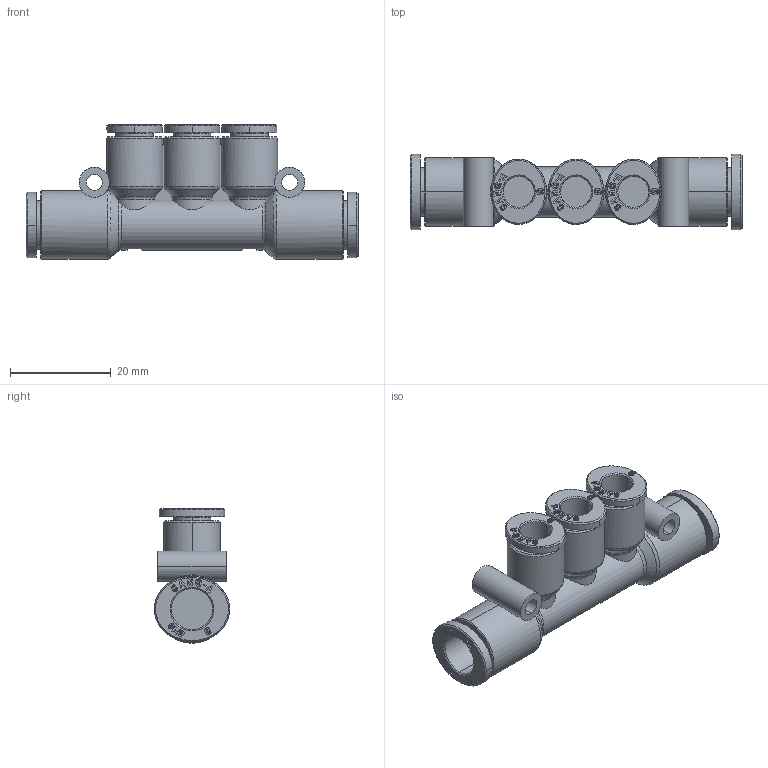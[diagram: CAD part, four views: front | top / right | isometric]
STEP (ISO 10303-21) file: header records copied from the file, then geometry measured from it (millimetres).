
FILE_DESCRIPTION((''),'2;1');
FILE_NAME('GPKG_0806(3D).stp','2017-07-14T16:24:27',(''),(''),'Mechanical Desktop 2009','Mechanical Desktop 2009',', , ');
FILE_SCHEMA(('CONFIG_CONTROL_DESIGN'));
Length unit declared in the file: millimetre
Products named in the file (2): GPKG_0806(3D); ºÎÇ°2
Assembly tree (1 placements, depth 2):
  GPKG_0806(3D)
    ºÎÇ°2
Bounding box: 66 x 15 x 26.75 mm (x, y, z)
Volume: 8847.7 mm3; surface area: 7675.4 mm2
Topology: 1 solids, 1 shells, 1432 faces, 4026 edges, 2675 vertices
Faces by surface type: plane 1198, bspline 116, cylinder 78, cone 32, torus 8
Entity records: 49588 total; most frequent: CARTESIAN_POINT 12754, ORIENTED_EDGE 8052, DIRECTION 6941, EDGE_CURVE 4026, VECTOR 3521, LINE 3521, VERTEX_POINT 2675, AXIS2_PLACEMENT_3D 1710
